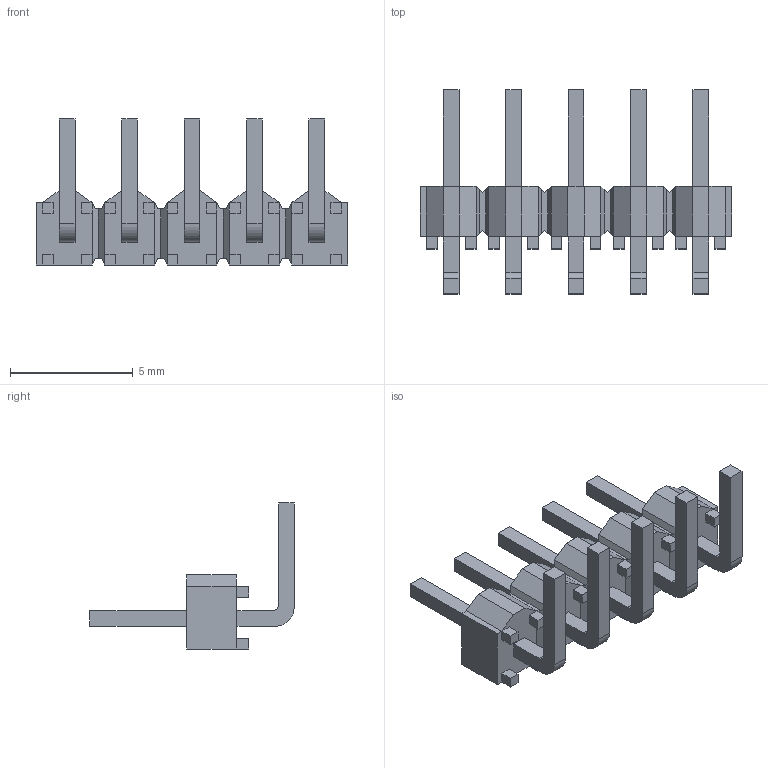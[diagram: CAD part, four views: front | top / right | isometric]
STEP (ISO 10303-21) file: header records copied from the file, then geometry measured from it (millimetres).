
FILE_DESCRIPTION(/* description */ ('STEP AP242','CAx-IF Rec.Pracs.---Representation and Presentation of Product Manufacturing Information (PMI)---4.0---2014-10-13','CAx-IF Rec.Pracs.---3D Tessellated Geometry---0.4---2014-09-14','2;1'),/* implementation_level */ '2;1');
FILE_NAME(/* name */ 'MTSW-105-24-G-S-155-RA',/* time_stamp */ '2025-12-02T08:46:19+01:00',/* author */ ('License CC BY-ND 4.0'),/* organization */ ('CADENAS'),/* preprocessor_version */ 'ST-DEVELOPER v20',/* originating_system */ 'PARTsolutions',/* authorisation */ ' ');
FILE_SCHEMA (('AP242_MANAGED_MODEL_BASED_3D_ENGINEERING_MIM_LF { 1 0 10303 442 1 1 4 }'));
Length unit declared in the file: inch
Products named in the file (3): MTSW-105-24-G-S-155-RA; MTSW-105-24-G-S-155-RA_body; MTSW-105-24-S-155-RA
Assembly tree (2 placements, depth 2):
  MTSW-105-24-G-S-155-RA
    MTSW-105-24-G-S-155-RA_body
    MTSW-105-24-S-155-RA
Bounding box: 12.7 x 8.32 x 5.94 mm (x, y, z)
Volume: 93.6 mm3; surface area: 361.3 mm2
Topology: 2 solids, 2 shells, 260 faces, 668 edges, 424 vertices
Faces by surface type: plane 250, cylinder 10
Entity records: 7750 total; most frequent: CARTESIAN_POINT 1355, ORIENTED_EDGE 1336, DIRECTION 1214, EDGE_CURVE 668, LINE 648, VECTOR 648, VERTEX_POINT 424, AXIS2_PLACEMENT_3D 283
